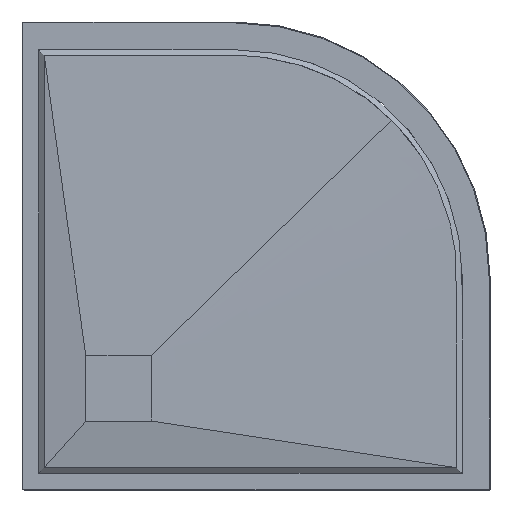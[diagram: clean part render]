
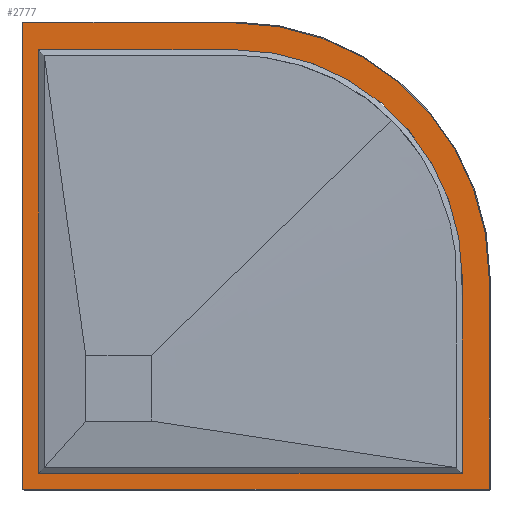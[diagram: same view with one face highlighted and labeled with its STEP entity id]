
A CAD part, front view. The second image highlights one B-rep face of the part: STEP entity #2777.
In plain terms, the highlighted planar face has unit normal (0, -1, 0).
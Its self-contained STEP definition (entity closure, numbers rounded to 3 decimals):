
#14 = EDGE_CURVE ( 'NONE', #129, #2247, #3050, .T. ) ;
#17 = CARTESIAN_POINT ( 'NONE',  ( -45., 0., -45. ) ) ;
#57 = PLANE ( 'NONE',  #140 ) ;
#76 = CIRCLE ( 'NONE', #4435, 548. ) ;
#94 = VECTOR ( 'NONE', #1984, 1000. ) ;
#109 = DIRECTION ( 'NONE',  ( 0., 0., -1. ) ) ;
#121 = FACE_BOUND ( 'NONE', #2105, .T. ) ;
#129 = VERTEX_POINT ( 'NONE', #2149 ) ;
#140 = AXIS2_PLACEMENT_3D ( 'NONE', #2309, #3017, #2639 ) ;
#150 = DIRECTION ( 'NONE',  ( 0., -1., 0. ) ) ;
#181 = ORIENTED_EDGE ( 'NONE', *, *, #14, .T. ) ;
#193 = ORIENTED_EDGE ( 'NONE', *, *, #2758, .T. ) ;
#204 = CARTESIAN_POINT ( 'NONE',  ( -503., 0., -503. ) ) ;
#362 = CARTESIAN_POINT ( 'NONE',  ( -469., 0., -469. ) ) ;
#402 = AXIS2_PLACEMENT_3D ( 'NONE', #17, #3220, #4026 ) ;
#495 = CARTESIAN_POINT ( 'NONE',  ( -45., 0., 503. ) ) ;
#618 = EDGE_CURVE ( 'NONE', #2876, #2806, #2749, .T. ) ;
#665 = DIRECTION ( 'NONE',  ( 1., 0., 0. ) ) ;
#743 = LINE ( 'NONE', #3999, #3039 ) ;
#805 = CARTESIAN_POINT ( 'NONE',  ( -45., 0., 445. ) ) ;
#892 = ORIENTED_EDGE ( 'NONE', *, *, #3570, .T. ) ;
#914 = CARTESIAN_POINT ( 'NONE',  ( 445., 0., -469. ) ) ;
#937 = EDGE_CURVE ( 'NONE', #2247, #2669, #3379, .T. ) ;
#993 = ORIENTED_EDGE ( 'NONE', *, *, #1962, .T. ) ;
#1232 = CARTESIAN_POINT ( 'NONE',  ( 503., 0., -45. ) ) ;
#1312 = EDGE_CURVE ( 'NONE', #2442, #2682, #4268, .T. ) ;
#1423 = EDGE_CURVE ( 'NONE', #2682, #129, #2339, .T. ) ;
#1508 = LINE ( 'NONE', #1942, #3425 ) ;
#1566 = LINE ( 'NONE', #2327, #4282 ) ;
#1600 = VECTOR ( 'NONE', #665, 1000. ) ;
#1767 = CARTESIAN_POINT ( 'NONE',  ( -469., 0., -469. ) ) ;
#1818 = DIRECTION ( 'NONE',  ( 0., 0., -1. ) ) ;
#1885 = CARTESIAN_POINT ( 'NONE',  ( -503., 0., 503. ) ) ;
#1942 = CARTESIAN_POINT ( 'NONE',  ( -45., 0., 503. ) ) ;
#1962 = EDGE_CURVE ( 'NONE', #2261, #3114, #1508, .T. ) ;
#1984 = DIRECTION ( 'NONE',  ( 0., 0., 1. ) ) ;
#1988 = ORIENTED_EDGE ( 'NONE', *, *, #618, .T. ) ;
#2105 = EDGE_LOOP ( 'NONE', ( #892, #3574, #4473, #181, #4548 ) ) ;
#2149 = CARTESIAN_POINT ( 'NONE',  ( -469., 0., 445. ) ) ;
#2247 = VERTEX_POINT ( 'NONE', #805 ) ;
#2261 = VERTEX_POINT ( 'NONE', #495 ) ;
#2270 = CARTESIAN_POINT ( 'NONE',  ( -45., 0., -45. ) ) ;
#2309 = CARTESIAN_POINT ( 'NONE',  ( -45., 0., -45. ) ) ;
#2327 = CARTESIAN_POINT ( 'NONE',  ( -503., 0., 503. ) ) ;
#2339 = LINE ( 'NONE', #2363, #4526 ) ;
#2355 = EDGE_CURVE ( 'NONE', #2806, #2261, #76, .T. ) ;
#2363 = CARTESIAN_POINT ( 'NONE',  ( -469., 0., 445. ) ) ;
#2442 = VERTEX_POINT ( 'NONE', #914 ) ;
#2468 = VERTEX_POINT ( 'NONE', #204 ) ;
#2505 = LINE ( 'NONE', #2841, #1600 ) ;
#2616 = DIRECTION ( 'NONE',  ( 0., 0., -1. ) ) ;
#2618 = VECTOR ( 'NONE', #4336, 1000. ) ;
#2639 = DIRECTION ( 'NONE',  ( 0., 0., -1. ) ) ;
#2669 = VERTEX_POINT ( 'NONE', #3998 ) ;
#2682 = VERTEX_POINT ( 'NONE', #362 ) ;
#2749 = LINE ( 'NONE', #3056, #94 ) ;
#2758 = EDGE_CURVE ( 'NONE', #3114, #2468, #1566, .T. ) ;
#2777 = ADVANCED_FACE ( 'NONE', ( #121, #4096 ), #57, .T. ) ;
#2806 = VERTEX_POINT ( 'NONE', #1232 ) ;
#2841 = CARTESIAN_POINT ( 'NONE',  ( -503., 0., -503. ) ) ;
#2876 = VERTEX_POINT ( 'NONE', #3847 ) ;
#3017 = DIRECTION ( 'NONE',  ( 0., -1., 0. ) ) ;
#3039 = VECTOR ( 'NONE', #1818, 1000. ) ;
#3050 = LINE ( 'NONE', #4514, #4303 ) ;
#3056 = CARTESIAN_POINT ( 'NONE',  ( 503., 0., -503. ) ) ;
#3114 = VERTEX_POINT ( 'NONE', #1885 ) ;
#3220 = DIRECTION ( 'NONE',  ( 0., 1., 0. ) ) ;
#3255 = EDGE_CURVE ( 'NONE', #2468, #2876, #2505, .T. ) ;
#3379 = CIRCLE ( 'NONE', #402, 490. ) ;
#3425 = VECTOR ( 'NONE', #4045, 1000. ) ;
#3489 = ORIENTED_EDGE ( 'NONE', *, *, #2355, .T. ) ;
#3570 = EDGE_CURVE ( 'NONE', #2669, #2442, #743, .T. ) ;
#3574 = ORIENTED_EDGE ( 'NONE', *, *, #1312, .T. ) ;
#3847 = CARTESIAN_POINT ( 'NONE',  ( 503., 0., -503. ) ) ;
#3998 = CARTESIAN_POINT ( 'NONE',  ( 445., 0., -45. ) ) ;
#3999 = CARTESIAN_POINT ( 'NONE',  ( 445., 0., -45. ) ) ;
#4026 = DIRECTION ( 'NONE',  ( 0., 0., -1. ) ) ;
#4045 = DIRECTION ( 'NONE',  ( -1., 0., 0. ) ) ;
#4096 = FACE_OUTER_BOUND ( 'NONE', #4574, .T. ) ;
#4156 = DIRECTION ( 'NONE',  ( 1., 0., 0. ) ) ;
#4268 = LINE ( 'NONE', #1767, #2618 ) ;
#4271 = ORIENTED_EDGE ( 'NONE', *, *, #3255, .T. ) ;
#4282 = VECTOR ( 'NONE', #2616, 1000. ) ;
#4303 = VECTOR ( 'NONE', #4156, 1000. ) ;
#4336 = DIRECTION ( 'NONE',  ( -1., 0., 0. ) ) ;
#4435 = AXIS2_PLACEMENT_3D ( 'NONE', #2270, #150, #109 ) ;
#4473 = ORIENTED_EDGE ( 'NONE', *, *, #1423, .T. ) ;
#4514 = CARTESIAN_POINT ( 'NONE',  ( -469., 0., 445. ) ) ;
#4526 = VECTOR ( 'NONE', #4555, 1000. ) ;
#4548 = ORIENTED_EDGE ( 'NONE', *, *, #937, .T. ) ;
#4555 = DIRECTION ( 'NONE',  ( 0., 0., 1. ) ) ;
#4574 = EDGE_LOOP ( 'NONE', ( #993, #193, #4271, #1988, #3489 ) ) ;
